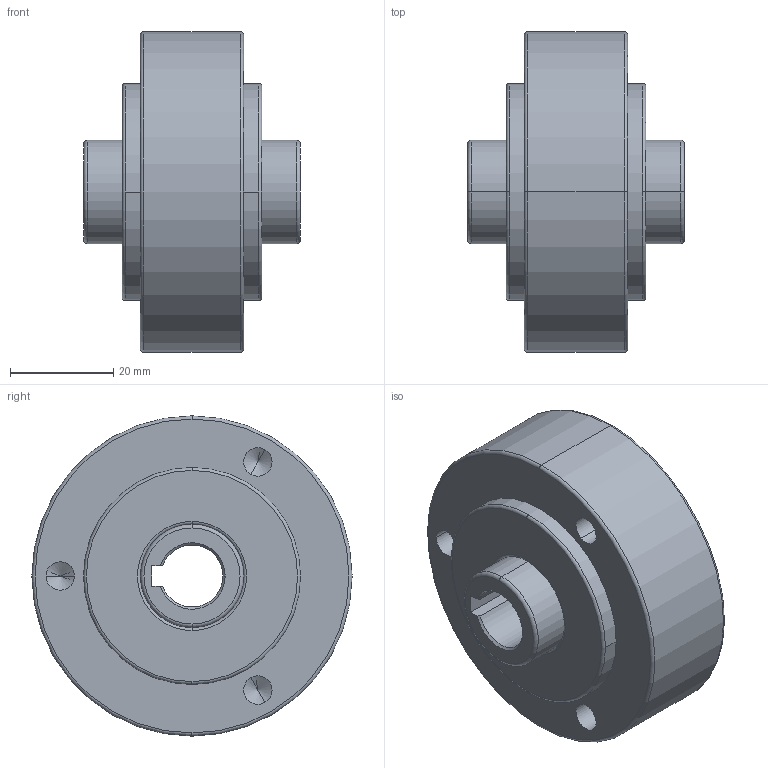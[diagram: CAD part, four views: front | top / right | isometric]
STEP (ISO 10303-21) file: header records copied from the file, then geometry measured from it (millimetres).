
FILE_DESCRIPTION(('STEP AP214'),'1');
FILE_NAME('gl_12.stp','2019-09-14T10:16:09',('TraceParts'),('TraceParts S.A.'),'Spatial InterOp 3D',' ',' ');
FILE_SCHEMA(('AUTOMOTIVE_DESIGN { 1 0 10303 214 1 1 1 1 }'));
Length unit declared in the file: millimetre
Products named in the file (1): gl_12
Bounding box: 42 x 62 x 62 mm (x, y, z)
Volume: 68542.3 mm3; surface area: 14744 mm2
Topology: 1 solids, 5 shells, 85 faces, 217 edges, 136 vertices
Faces by surface type: cylinder 32, torus 24, cone 16, plane 13
Entity records: 2592 total; most frequent: DIRECTION 519, CARTESIAN_POINT 435, ORIENTED_EDGE 410, AXIS2_PLACEMENT_3D 232, EDGE_CURVE 205, CIRCLE 146, VERTEX_POINT 136, EDGE_LOOP 101
